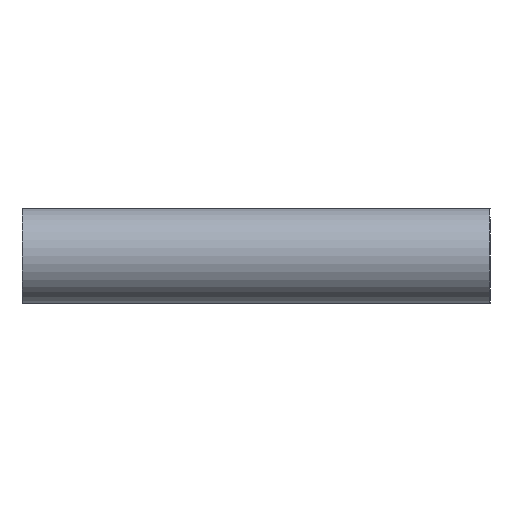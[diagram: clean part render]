
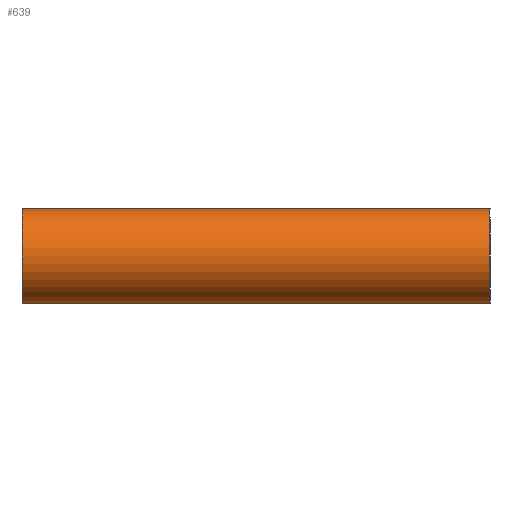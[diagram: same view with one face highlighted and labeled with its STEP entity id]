
A CAD part, left-side view. The second image highlights one B-rep face of the part: STEP entity #639.
In plain terms, the highlighted cylindrical face has radius 3 mm (diameter 6 mm), a partial arc.
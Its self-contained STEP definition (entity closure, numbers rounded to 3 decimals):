
#22=CYLINDRICAL_SURFACE('',#687,3.);
#49=FACE_OUTER_BOUND('',#85,.T.);
#85=EDGE_LOOP('',(#528,#529,#530,#531));
#116=LINE('',#927,#191);
#144=LINE('',#989,#219);
#191=VECTOR('',#745,10.);
#219=VECTOR('',#791,10.);
#253=CIRCLE('',#659,3.);
#257=CIRCLE('',#665,3.);
#275=VERTEX_POINT('',#898);
#276=VERTEX_POINT('',#900);
#282=VERTEX_POINT('',#916);
#283=VERTEX_POINT('',#917);
#335=EDGE_CURVE('',#276,#275,#253,.T.);
#343=EDGE_CURVE('',#282,#283,#257,.T.);
#348=EDGE_CURVE('',#275,#282,#116,.T.);
#380=EDGE_CURVE('',#283,#276,#144,.T.);
#528=ORIENTED_EDGE('',*,*,#343,.T.);
#529=ORIENTED_EDGE('',*,*,#380,.T.);
#530=ORIENTED_EDGE('',*,*,#335,.T.);
#531=ORIENTED_EDGE('',*,*,#348,.T.);
#639=ADVANCED_FACE('',(#49),#22,.T.);
#659=AXIS2_PLACEMENT_3D('',#901,#720,#721);
#665=AXIS2_PLACEMENT_3D('',#918,#736,#737);
#687=AXIS2_PLACEMENT_3D('',#1026,#829,#830);
#720=DIRECTION('center_axis',(0.,1.,0.));
#721=DIRECTION('ref_axis',(-0.707,0.,-0.707));
#736=DIRECTION('center_axis',(0.,-1.,0.));
#737=DIRECTION('ref_axis',(-0.707,0.,0.707));
#745=DIRECTION('',(0.,1.,0.));
#791=DIRECTION('',(0.,-1.,0.));
#829=DIRECTION('center_axis',(0.,1.,0.));
#830=DIRECTION('ref_axis',(-0.707,0.,-0.707));
#898=CARTESIAN_POINT('',(-45.5,-23.85,41.339));
#900=CARTESIAN_POINT('',(-45.5,-23.85,35.339));
#901=CARTESIAN_POINT('Origin',(-45.5,-23.85,38.339));
#916=CARTESIAN_POINT('',(-45.5,5.7,41.339));
#917=CARTESIAN_POINT('',(-45.5,5.7,35.339));
#918=CARTESIAN_POINT('Origin',(-45.5,5.7,38.339));
#927=CARTESIAN_POINT('',(-45.5,-23.85,41.339));
#989=CARTESIAN_POINT('',(-45.5,-23.85,35.339));
#1026=CARTESIAN_POINT('Origin',(-45.5,-23.85,38.339));
